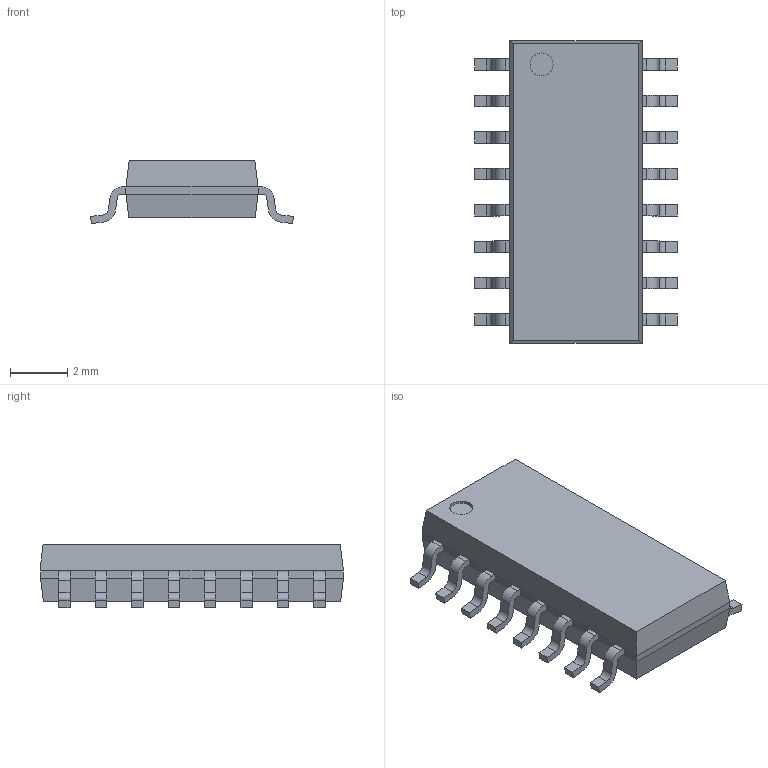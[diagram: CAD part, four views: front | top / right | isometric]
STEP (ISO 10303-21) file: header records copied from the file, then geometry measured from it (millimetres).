
FILE_DESCRIPTION(/* description */ (''),/* implementation_level */ '2;1');
FILE_NAME(/* name */ 'SOIC127P700X220-16N.stp',/* time_stamp */ '2016-02-04T15:28:50+01:00',/* author */ ('riccim'),/* organization */ (''),/* preprocessor_version */ 'ST-DEVELOPER v15.5',/* originating_system */ 'AutoCAD Mechanical',/* authorisation */ '');
FILE_SCHEMA (('AUTOMOTIVE_DESIGN { 1 0 10303 214 3 1 1 }'));
Length unit declared in the file: millimetre
Products named in the file (1): Product
Bounding box: 7.06 x 10.55 x 2.2 mm (x, y, z)
Volume: 97.5 mm3; surface area: 196.4 mm2
Topology: 17 solids, 17 shells, 240 faces, 609 edges, 404 vertices
Faces by surface type: plane 175, cylinder 65
Full cylindrical faces by diameter (mm): 0.8 x1
Entity records: 7213 total; most frequent: CARTESIAN_POINT 1253, DIRECTION 1220, ORIENTED_EDGE 1216, EDGE_CURVE 608, LINE 478, VECTOR 478, VERTEX_POINT 404, AXIS2_PLACEMENT_3D 371
